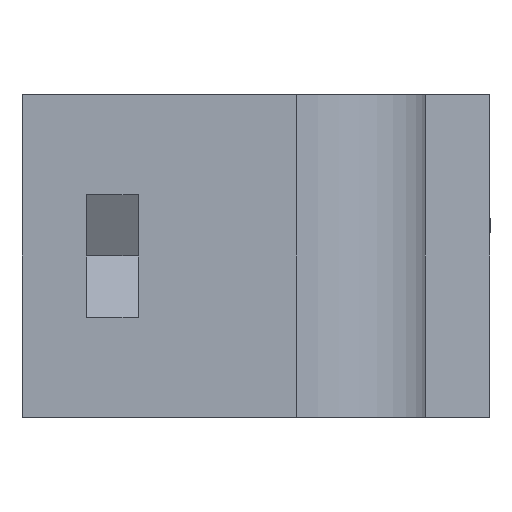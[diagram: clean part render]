
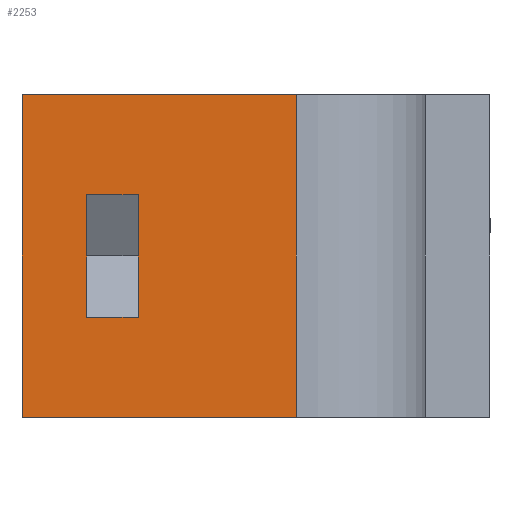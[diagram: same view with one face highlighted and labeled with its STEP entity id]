
A CAD part, left-side view. The second image highlights one B-rep face of the part: STEP entity #2253.
In plain terms, the highlighted planar face has unit normal (-1, 0, 0).
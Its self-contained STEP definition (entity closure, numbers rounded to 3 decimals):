
#115 = CARTESIAN_POINT ( 'NONE',  ( -38.5, 0., 0. ) ) ;
#303 = CARTESIAN_POINT ( 'NONE',  ( -38.5, -7.65, 10.35 ) ) ;
#310 = VECTOR ( 'NONE', #3982, 1000. ) ;
#355 = FACE_OUTER_BOUND ( 'NONE', #3932, .T. ) ;
#360 = CARTESIAN_POINT ( 'NONE',  ( -38.5, 0., 15. ) ) ;
#372 = ORIENTED_EDGE ( 'NONE', *, *, #4394, .F. ) ;
#519 = CARTESIAN_POINT ( 'NONE',  ( -38.5, 0., 15. ) ) ;
#615 = VECTOR ( 'NONE', #3001, 1000. ) ;
#669 = CARTESIAN_POINT ( 'NONE',  ( -38.5, -7.65, 4.65 ) ) ;
#747 = LINE ( 'NONE', #977, #615 ) ;
#760 = VERTEX_POINT ( 'NONE', #2080 ) ;
#977 = CARTESIAN_POINT ( 'NONE',  ( -38.5, -15., 15. ) ) ;
#1094 = DIRECTION ( 'NONE',  ( 0., 0., 1. ) ) ;
#1137 = AXIS2_PLACEMENT_3D ( 'NONE', #360, #5185, #5232 ) ;
#1286 = EDGE_CURVE ( 'NONE', #2285, #3189, #3936, .T. ) ;
#1346 = LINE ( 'NONE', #3944, #310 ) ;
#1354 = DIRECTION ( 'NONE',  ( 0., 1., 0. ) ) ;
#1402 = LINE ( 'NONE', #2255, #2717 ) ;
#1509 = ORIENTED_EDGE ( 'NONE', *, *, #1286, .T. ) ;
#1539 = EDGE_CURVE ( 'NONE', #2550, #3253, #747, .T. ) ;
#1657 = VECTOR ( 'NONE', #2453, 1000. ) ;
#1692 = VECTOR ( 'NONE', #1094, 1000. ) ;
#1730 = CARTESIAN_POINT ( 'NONE',  ( -38.5, -7.65, 10.35 ) ) ;
#1792 = ORIENTED_EDGE ( 'NONE', *, *, #2959, .T. ) ;
#1971 = LINE ( 'NONE', #2015, #1692 ) ;
#1977 = CARTESIAN_POINT ( 'NONE',  ( -38.5, -5.25, 10.35 ) ) ;
#1980 = LINE ( 'NONE', #1730, #2861 ) ;
#2015 = CARTESIAN_POINT ( 'NONE',  ( -38.5, -7.65, 4.65 ) ) ;
#2037 = VERTEX_POINT ( 'NONE', #303 ) ;
#2072 = CARTESIAN_POINT ( 'NONE',  ( -38.5, -2.25, 15. ) ) ;
#2080 = CARTESIAN_POINT ( 'NONE',  ( -38.5, -2.25, 0. ) ) ;
#2217 = EDGE_CURVE ( 'NONE', #5178, #2550, #4497, .T. ) ;
#2253 = ADVANCED_FACE ( 'NONE', ( #355, #4150 ), #5691, .F. ) ;
#2255 = CARTESIAN_POINT ( 'NONE',  ( -38.5, -5.25, 4.65 ) ) ;
#2278 = CARTESIAN_POINT ( 'NONE',  ( -38.5, -15., 15. ) ) ;
#2285 = VERTEX_POINT ( 'NONE', #3746 ) ;
#2453 = DIRECTION ( 'NONE',  ( 0., -1., 0. ) ) ;
#2458 = ORIENTED_EDGE ( 'NONE', *, *, #5478, .F. ) ;
#2550 = VERTEX_POINT ( 'NONE', #2278 ) ;
#2707 = LINE ( 'NONE', #115, #4924 ) ;
#2717 = VECTOR ( 'NONE', #4021, 1000. ) ;
#2743 = VECTOR ( 'NONE', #1354, 1000. ) ;
#2760 = DIRECTION ( 'NONE',  ( 0., -1., 0. ) ) ;
#2861 = VECTOR ( 'NONE', #4819, 1000. ) ;
#2959 = EDGE_CURVE ( 'NONE', #760, #3253, #2707, .T. ) ;
#3001 = DIRECTION ( 'NONE',  ( 0., 0., -1. ) ) ;
#3189 = VERTEX_POINT ( 'NONE', #3286 ) ;
#3253 = VERTEX_POINT ( 'NONE', #4255 ) ;
#3286 = CARTESIAN_POINT ( 'NONE',  ( -38.5, -5.25, 4.65 ) ) ;
#3746 = CARTESIAN_POINT ( 'NONE',  ( -38.5, -7.65, 4.65 ) ) ;
#3817 = EDGE_CURVE ( 'NONE', #3189, #4121, #1402, .T. ) ;
#3932 = EDGE_LOOP ( 'NONE', ( #4310, #4663, #1792, #5340 ) ) ;
#3936 = LINE ( 'NONE', #669, #2743 ) ;
#3944 = CARTESIAN_POINT ( 'NONE',  ( -38.5, -2.25, 15. ) ) ;
#3956 = ORIENTED_EDGE ( 'NONE', *, *, #3817, .T. ) ;
#3982 = DIRECTION ( 'NONE',  ( 0., 0., -1. ) ) ;
#4021 = DIRECTION ( 'NONE',  ( 0., 0., 1. ) ) ;
#4121 = VERTEX_POINT ( 'NONE', #1977 ) ;
#4150 = FACE_BOUND ( 'NONE', #5293, .T. ) ;
#4255 = CARTESIAN_POINT ( 'NONE',  ( -38.5, -15., 0. ) ) ;
#4310 = ORIENTED_EDGE ( 'NONE', *, *, #2217, .F. ) ;
#4394 = EDGE_CURVE ( 'NONE', #2285, #2037, #1971, .T. ) ;
#4497 = LINE ( 'NONE', #519, #1657 ) ;
#4663 = ORIENTED_EDGE ( 'NONE', *, *, #4712, .T. ) ;
#4712 = EDGE_CURVE ( 'NONE', #5178, #760, #1346, .T. ) ;
#4819 = DIRECTION ( 'NONE',  ( 0., 1., 0. ) ) ;
#4924 = VECTOR ( 'NONE', #2760, 1000. ) ;
#5178 = VERTEX_POINT ( 'NONE', #2072 ) ;
#5185 = DIRECTION ( 'NONE',  ( 1., 0., 0. ) ) ;
#5232 = DIRECTION ( 'NONE',  ( 0., 1., 0. ) ) ;
#5293 = EDGE_LOOP ( 'NONE', ( #372, #1509, #3956, #2458 ) ) ;
#5340 = ORIENTED_EDGE ( 'NONE', *, *, #1539, .F. ) ;
#5478 = EDGE_CURVE ( 'NONE', #2037, #4121, #1980, .T. ) ;
#5691 = PLANE ( 'NONE',  #1137 ) ;
